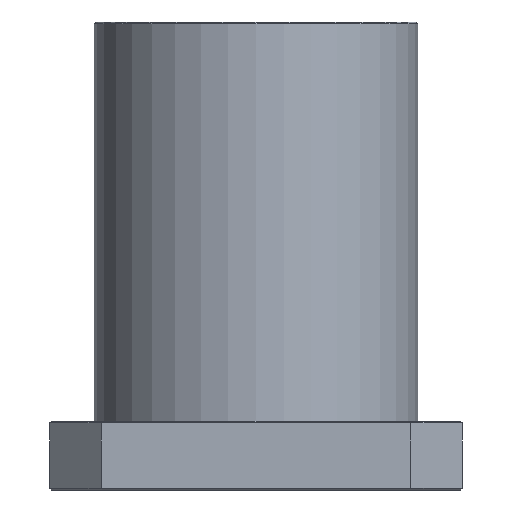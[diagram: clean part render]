
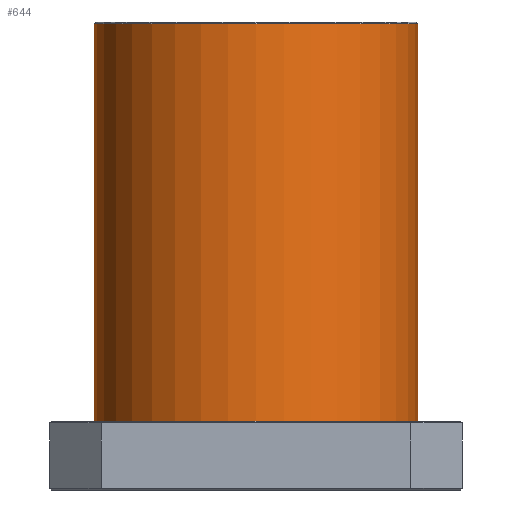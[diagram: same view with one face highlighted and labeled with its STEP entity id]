
A CAD part, front view. The second image highlights one B-rep face of the part: STEP entity #644.
In plain terms, the highlighted cylindrical face has radius 23.5 mm (diameter 47 mm), a full revolution.
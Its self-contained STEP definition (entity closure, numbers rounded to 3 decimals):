
#61=CYLINDRICAL_SURFACE('',#708,23.5);
#72=FACE_OUTER_BOUND('',#114,.T.);
#114=EDGE_LOOP('',(#470,#471,#472,#473));
#171=LINE('',#972,#238);
#238=VECTOR('',#779,23.5);
#304=CIRCLE('',#706,23.5);
#306=CIRCLE('',#709,23.5);
#325=VERTEX_POINT('',#965);
#327=VERTEX_POINT('',#971);
#378=EDGE_CURVE('',#325,#325,#304,.T.);
#381=EDGE_CURVE('',#325,#327,#171,.T.);
#382=EDGE_CURVE('',#327,#327,#306,.T.);
#470=ORIENTED_EDGE('',*,*,#378,.F.);
#471=ORIENTED_EDGE('',*,*,#381,.T.);
#472=ORIENTED_EDGE('',*,*,#382,.F.);
#473=ORIENTED_EDGE('',*,*,#381,.F.);
#644=ADVANCED_FACE('',(#72),#61,.T.);
#706=AXIS2_PLACEMENT_3D('',#966,#772,#773);
#708=AXIS2_PLACEMENT_3D('',#970,#777,#778);
#709=AXIS2_PLACEMENT_3D('',#973,#780,#781);
#772=DIRECTION('center_axis',(0.,0.,1.));
#773=DIRECTION('ref_axis',(-1.,0.,0.));
#777=DIRECTION('center_axis',(0.,0.,1.));
#778=DIRECTION('ref_axis',(-1.,0.,0.));
#779=DIRECTION('',(0.,0.,-1.));
#780=DIRECTION('center_axis',(0.,0.,-1.));
#781=DIRECTION('ref_axis',(-1.,0.,0.));
#965=CARTESIAN_POINT('',(23.5,0.,67.75));
#966=CARTESIAN_POINT('Origin',(0.,0.,67.75));
#970=CARTESIAN_POINT('Origin',(0.,0.,10.));
#971=CARTESIAN_POINT('',(23.5,0.,10.));
#972=CARTESIAN_POINT('',(23.5,0.,10.));
#973=CARTESIAN_POINT('Origin',(0.,0.,10.));
